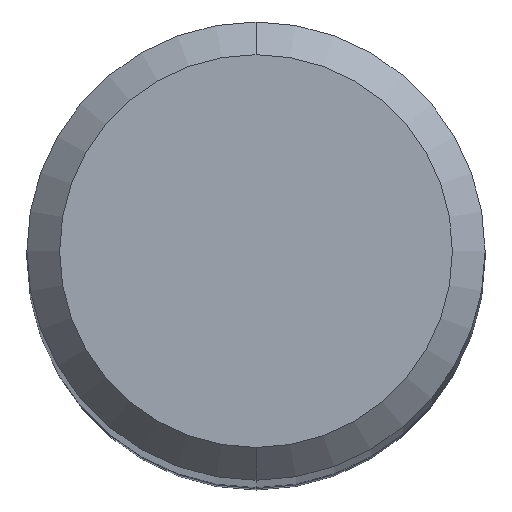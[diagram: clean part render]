
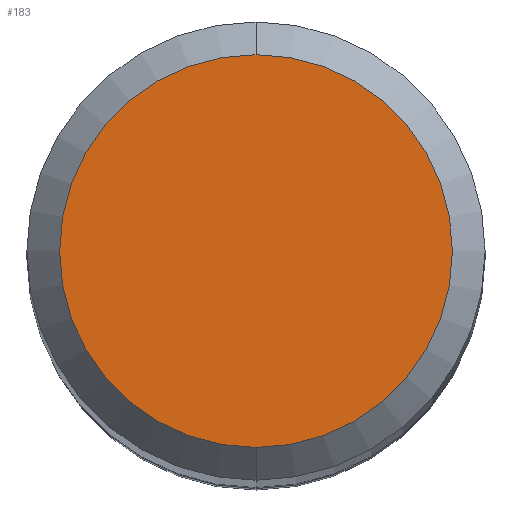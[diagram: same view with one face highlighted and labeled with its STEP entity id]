
A CAD part, top view. The second image highlights one B-rep face of the part: STEP entity #183.
In plain terms, the highlighted planar face has unit normal (0, 0, 1).
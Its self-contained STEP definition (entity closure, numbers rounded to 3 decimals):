
#183=ADVANCED_FACE('',(#418),#419,.T.);
#191=EDGE_CURVE('',#325,#211,#427,.T.);
#211=VERTEX_POINT('',#449);
#325=VERTEX_POINT('',#580);
#339=EDGE_CURVE('',#211,#325,#596,.T.);
#418=FACE_OUTER_BOUND('',#684,.T.);
#419=PLANE('',#685);
#427=CIRCLE('',#697,1.8);
#449=CARTESIAN_POINT('',(0.,-1.8,0.0));
#580=CARTESIAN_POINT('',(0.0,1.8,0.0));
#596=CIRCLE('',#915,1.8);
#684=EDGE_LOOP('',(#989,#990));
#685=AXIS2_PLACEMENT_3D('',#991,#992,#993);
#697=AXIS2_PLACEMENT_3D('',#998,#999,#1000);
#915=AXIS2_PLACEMENT_3D('',#1225,#1226,#1227);
#989=ORIENTED_EDGE('',*,*,#191,.F.);
#990=ORIENTED_EDGE('',*,*,#339,.F.);
#991=CARTESIAN_POINT('',(0.0,0.9,0.0));
#992=DIRECTION('',(-0.0,0.0,1.0));
#993=DIRECTION('',(0.0,-1.0,0.0));
#998=CARTESIAN_POINT('',(0.0,0.0,0.0));
#999=DIRECTION('',(0.0,0.0,-1.0));
#1000=DIRECTION('',(0.0,1.0,0.0));
#1225=CARTESIAN_POINT('',(0.0,0.0,0.0));
#1226=DIRECTION('',(0.0,0.0,-1.0));
#1227=DIRECTION('',(0.0,1.0,0.0));
